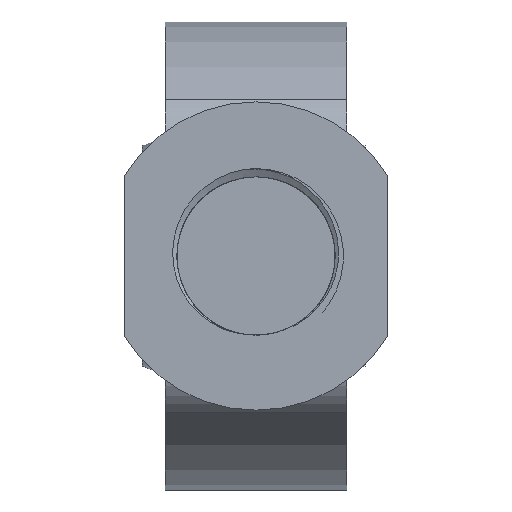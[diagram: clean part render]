
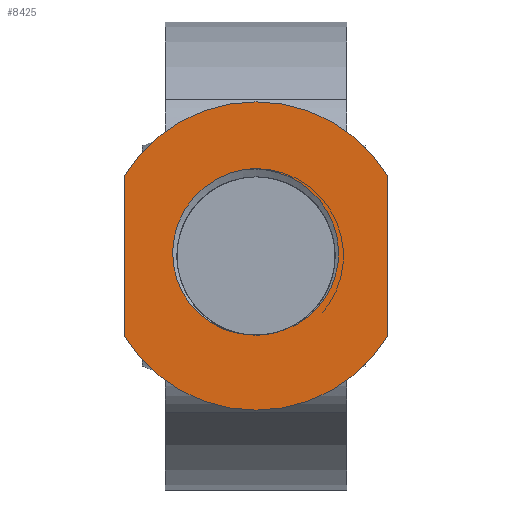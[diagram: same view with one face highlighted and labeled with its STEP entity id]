
A CAD part, left-side view. The second image highlights one B-rep face of the part: STEP entity #8425.
In plain terms, the highlighted planar face has unit normal (-1, 0, 0).
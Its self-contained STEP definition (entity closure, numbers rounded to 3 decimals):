
#2034=CARTESIAN_POINT('',(-3.225,0.,0.));
#2035=DIRECTION('',(1.,0.,0.));
#2036=DIRECTION('',(0.,-0.373,-0.928));
#2037=AXIS2_PLACEMENT_3D('',#2034,#2035,#2036);
#4075=CARTESIAN_POINT('',(-3.225,0.,0.));
#4076=DIRECTION('',(1.,0.,0.));
#4077=DIRECTION('',(0.,0.853,0.522));
#4078=AXIS2_PLACEMENT_3D('',#4075,#4076,#4077);
#4080=DIRECTION('',(0.,0.,-1.));
#4081=VECTOR('',#4080,11.703);
#4082=CARTESIAN_POINT('',(-3.225,-9.55,5.851));
#4083=LINE('',#4082,#4081);
#4084=CARTESIAN_POINT('',(-3.225,0.,0.));
#4085=DIRECTION('',(1.,0.,0.));
#4086=DIRECTION('',(0.,-0.853,-0.522));
#4087=AXIS2_PLACEMENT_3D('',#4084,#4085,#4086);
#4089=DIRECTION('',(0.,0.,1.));
#4090=VECTOR('',#4089,11.703);
#4091=CARTESIAN_POINT('',(-3.225,9.55,-5.851));
#4092=LINE('',#4091,#4090);
#4093=CARTESIAN_POINT('',(-3.225,-2.146,-5.334));
#4094=CARTESIAN_POINT('',(-3.225,-2.446,-5.226));
#4095=CARTESIAN_POINT('',(-3.225,-3.044,-4.954));
#4096=CARTESIAN_POINT('',(-3.225,-3.933,-4.345));
#4097=CARTESIAN_POINT('',(-3.225,-4.774,-3.482));
#4098=CARTESIAN_POINT('',(-3.225,-5.436,-2.424));
#4099=CARTESIAN_POINT('',(-3.225,-5.857,-1.273));
#4100=CARTESIAN_POINT('',(-3.225,-6.036,-0.041));
#4101=CARTESIAN_POINT('',(-3.225,-5.963,1.169));
#4102=CARTESIAN_POINT('',(-3.225,-5.642,2.374));
#4103=CARTESIAN_POINT('',(-3.225,-5.078,3.494));
#4104=CARTESIAN_POINT('',(-3.225,-4.272,4.506));
#4105=CARTESIAN_POINT('',(-3.225,-3.269,5.326));
#4106=CARTESIAN_POINT('',(-3.225,-2.203,5.882));
#4107=CARTESIAN_POINT('',(-3.225,-1.146,6.208));
#4108=CARTESIAN_POINT('',(-3.225,-0.108,6.344));
#4109=CARTESIAN_POINT('',(-3.225,0.57,6.322));
#4110=CARTESIAN_POINT('',(-3.225,0.905,6.285));
#4112=CARTESIAN_POINT('',(-3.225,0.905,6.285));
#4113=CARTESIAN_POINT('',(-3.225,1.332,6.209));
#4114=CARTESIAN_POINT('',(-3.225,2.15,5.977));
#4115=CARTESIAN_POINT('',(-3.225,3.305,5.374));
#4116=CARTESIAN_POINT('',(-3.225,4.288,4.571));
#4117=CARTESIAN_POINT('',(-3.225,5.11,3.557));
#4118=CARTESIAN_POINT('',(-3.225,5.688,2.421));
#4119=CARTESIAN_POINT('',(-3.225,6.023,1.189));
#4120=CARTESIAN_POINT('',(-3.225,6.095,-0.082));
#4121=CARTESIAN_POINT('',(-3.225,5.908,-1.318));
#4122=CARTESIAN_POINT('',(-3.225,5.465,-2.5));
#4123=CARTESIAN_POINT('',(-3.225,4.797,-3.547));
#4124=CARTESIAN_POINT('',(-3.225,3.929,-4.432));
#4125=CARTESIAN_POINT('',(-3.225,2.898,-5.116));
#4126=CARTESIAN_POINT('',(-3.225,1.759,-5.564));
#4127=CARTESIAN_POINT('',(-3.225,0.964,-5.698));
#4128=CARTESIAN_POINT('',(-3.225,0.554,-5.723));
#6268=CARTESIAN_POINT('',(-3.225,9.55,5.851));
#6269=CARTESIAN_POINT('',(-3.225,-9.55,5.851));
#6270=VERTEX_POINT('',#6268);
#6271=VERTEX_POINT('',#6269);
#6272=CARTESIAN_POINT('',(-3.225,-9.55,-5.851));
#6273=VERTEX_POINT('',#6272);
#6274=CARTESIAN_POINT('',(-3.225,9.55,-5.851));
#6275=VERTEX_POINT('',#6274);
#6376=VERTEX_POINT('',#4093);
#6377=VERTEX_POINT('',#4110);
#6378=VERTEX_POINT('',#4128);
#8404=CARTESIAN_POINT('',(-3.225,0.,0.));
#8405=DIRECTION('',(1.,0.,0.));
#8406=DIRECTION('',(0.,0.,-1.));
#8407=AXIS2_PLACEMENT_3D('',#8404,#8405,#8406);
#8408=PLANE('',#8407);
#8410=ORIENTED_EDGE('',*,*,#8409,.T.);
#8412=ORIENTED_EDGE('',*,*,#8411,.T.);
#8414=ORIENTED_EDGE('',*,*,#8413,.T.);
#8416=ORIENTED_EDGE('',*,*,#8415,.T.);
#8417=EDGE_LOOP('',(#8410,#8412,#8414,#8416));
#8418=FACE_OUTER_BOUND('',#8417,.F.);
#8419=ORIENTED_EDGE('',*,*,#8391,.T.);
#8421=ORIENTED_EDGE('',*,*,#8420,.T.);
#8422=ORIENTED_EDGE('',*,*,#7560,.F.);
#8423=EDGE_LOOP('',(#8419,#8421,#8422));
#8424=FACE_BOUND('',#8423,.F.);
#2038=CIRCLE('',#2037,5.75);
#4079=CIRCLE('',#4078,11.2);
#4088=CIRCLE('',#4087,11.2);
#4111=B_SPLINE_CURVE_WITH_KNOTS('',3,(#4093,#4094,#4095,#4096,#4097,#4098,#4099,
#4100,#4101,#4102,#4103,#4104,#4105,#4106,#4107,#4108,#4109,#4110),
.UNSPECIFIED.,.F.,.F.,(4,1,1,1,1,1,1,1,1,1,1,1,1,1,1,4),(0.,0.067,
0.133,0.2,0.267,0.333,0.4,
0.467,0.533,0.6,0.667,0.733,
0.8,0.867,0.933,1.),.UNSPECIFIED.);
#4129=B_SPLINE_CURVE_WITH_KNOTS('',3,(#4112,#4113,#4114,#4115,#4116,#4117,#4118,
#4119,#4120,#4121,#4122,#4123,#4124,#4125,#4126,#4127,#4128),.UNSPECIFIED.,.F.,
.F.,(4,1,1,1,1,1,1,1,1,1,1,1,1,1,4),(0.,0.071,0.143,
0.214,0.286,0.357,0.429,0.5,
0.571,0.643,0.714,0.786,
0.857,0.929,1.),.UNSPECIFIED.);
#7560=EDGE_CURVE('',#6376,#6378,#2038,.T.);
#8391=EDGE_CURVE('',#6376,#6377,#4111,.T.);
#8409=EDGE_CURVE('',#6270,#6271,#4079,.T.);
#8411=EDGE_CURVE('',#6271,#6273,#4083,.T.);
#8413=EDGE_CURVE('',#6273,#6275,#4088,.T.);
#8415=EDGE_CURVE('',#6275,#6270,#4092,.T.);
#8420=EDGE_CURVE('',#6377,#6378,#4129,.T.);
#8425=ADVANCED_FACE('',(#8418,#8424),#8408,.F.);
